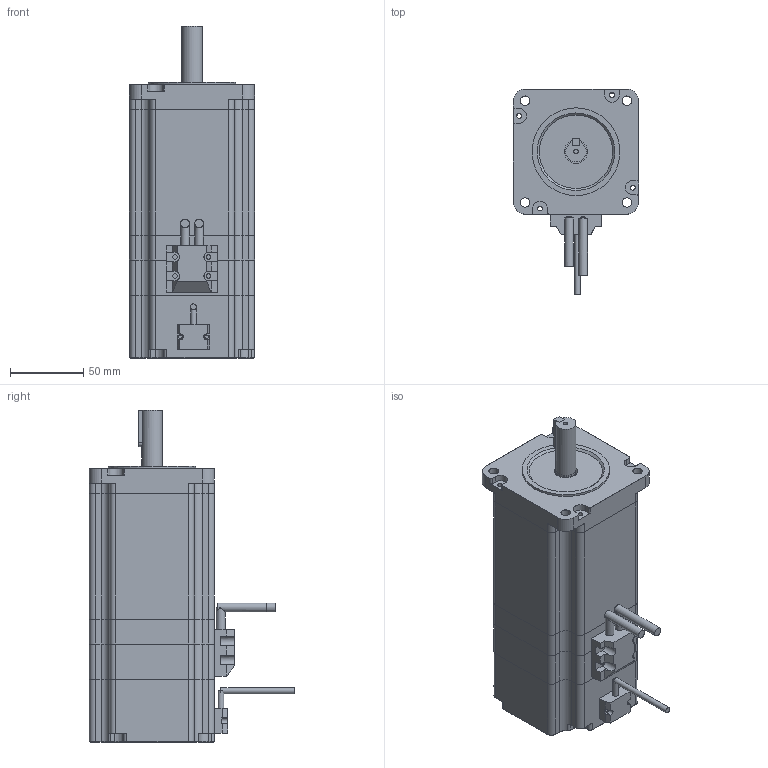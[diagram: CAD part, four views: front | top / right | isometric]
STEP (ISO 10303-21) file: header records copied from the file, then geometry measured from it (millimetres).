
FILE_DESCRIPTION(/* description */ (''),/* implementation_level */ '2;1');
FILE_NAME(/* name */ 'MP3-86TZ118.step',/* time_stamp */ '2021-07-28T13:18:46+08:00',/* author */ (''),/* organization */ (''),/* preprocessor_version */ 'ST-DEVELOPER v16',/* originating_system */ 'SIEMENS PLM Software NX 10.0',/* authorisation */ '');
FILE_SCHEMA (('AUTOMOTIVE_DESIGN { 1 0 10303 214 3 1 1 1 }'));
Length unit declared in the file: millimetre
Products named in the file (1): MP3-86TZ118
Bounding box: 85.5 x 140.43 x 227 mm (x, y, z)
Volume: 1246894 mm3; surface area: 166295.6 mm2
Topology: 15 solids, 15 shells, 403 faces, 1067 edges, 705 vertices
Faces by surface type: plane 198, cylinder 184, torus 20, cone 1
Full cylindrical faces by diameter (mm): 2.5 x2, 3 x5, 3.4 x20, 4 x2, 6 x8, 6.5 x8, 14 x4, 16 x3, 16.6 x1, 60 x1
Entity records: 12384 total; most frequent: DIRECTION 2202, CARTESIAN_POINT 2107, ORIENTED_EDGE 1980, EDGE_CURVE 990, AXIS2_PLACEMENT_3D 811, VERTEX_POINT 685, LINE 580, VECTOR 580
